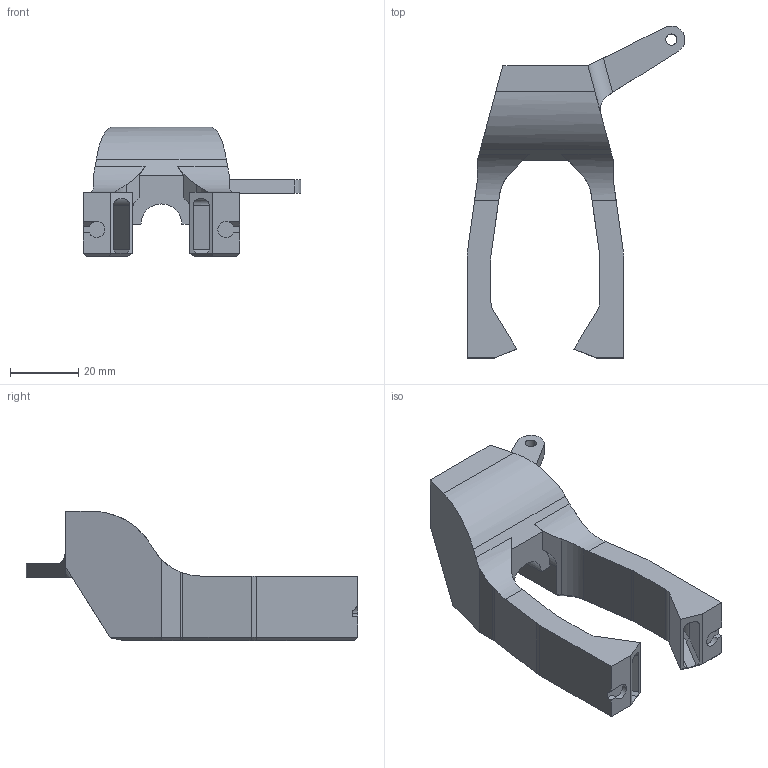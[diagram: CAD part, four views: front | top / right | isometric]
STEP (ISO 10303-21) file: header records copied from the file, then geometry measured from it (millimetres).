
FILE_DESCRIPTION (( 'STEP AP214' ), '1' );
FILE_NAME ('part cooling duct 3.STEP', '2025-02-28T01:50:39', ( '' ), ( '' ), 'SwSTEP 2.0', 'SolidWorks 2022', '' );
FILE_SCHEMA (( 'AUTOMOTIVE_DESIGN' ));
Length unit declared in the file: millimetre
Products named in the file (1): part cooling duct 3
Bounding box: 64 x 97.5 x 38 mm (x, y, z)
Volume: 16545.4 mm3; surface area: 21231.8 mm2
Topology: 1 solids, 1 shells, 269 faces, 704 edges, 431 vertices
Faces by surface type: plane 128, cylinder 76, cone 33, bspline 22, torus 10
Entity records: 9577 total; most frequent: CARTESIAN_POINT 3193, ORIENTED_EDGE 1408, DIRECTION 1246, EDGE_CURVE 704, VERTEX_POINT 431, LINE 428, VECTOR 428, AXIS2_PLACEMENT_3D 409
